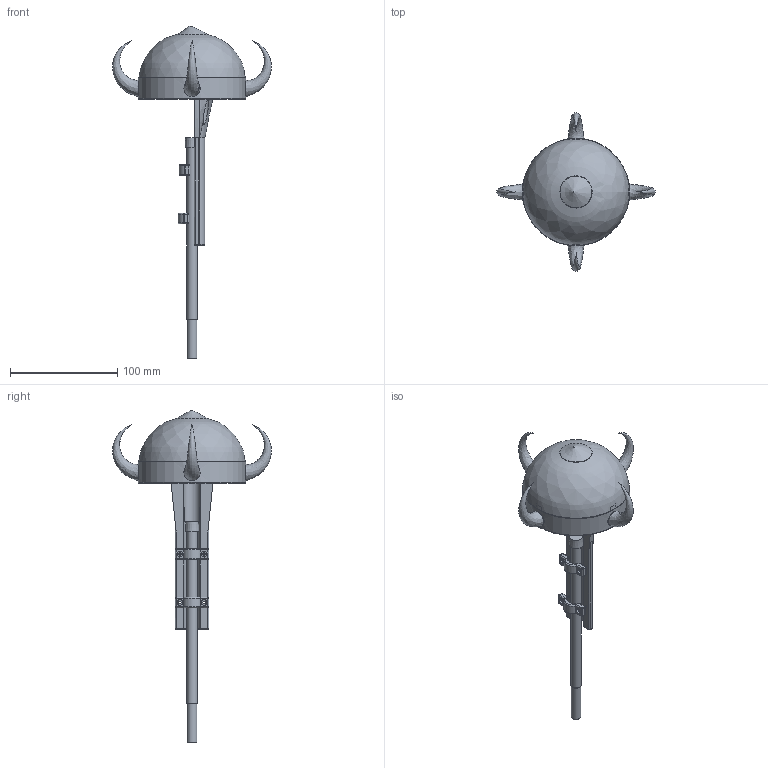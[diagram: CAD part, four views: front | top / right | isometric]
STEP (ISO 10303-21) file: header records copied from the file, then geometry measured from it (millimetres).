
FILE_DESCRIPTION(/* description */ (''),/* implementation_level */ '2;1');
FILE_NAME(/* name */ 'crystal_ball v29.step',/* time_stamp */ '2024-09-21T10:00:43+01:00',/* author */ (''),/* organization */ (''),/* preprocessor_version */ 'ST-DEVELOPER v20',/* originating_system */ 'Autodesk Translation Framework v13.14.0.145',/* authorisation */ '');
FILE_SCHEMA (('AUTOMOTIVE_DESIGN { 1 0 10303 214 3 1 1 }'));
Length unit declared in the file: millimetre
Products named in the file (7): crystal_ball; Component2; Component3; Component4; Component5; Component6; cane
Assembly tree (6 placements, depth 2):
  crystal_ball
    Component2
    Component3
    Component4
    Component5
    Component6
    cane
Bounding box: 147.85 x 147.81 x 309.19 mm (x, y, z)
Volume: 118526.6 mm3; surface area: 85200.5 mm2
Topology: 6 solids, 6 shells, 357 faces, 877 edges, 558 vertices
Faces by surface type: plane 207, cylinder 105, sphere 20, bspline 16, torus 8, cone 1
Full cylindrical faces by diameter (mm): 2.2 x20, 2.8 x6, 5.5 x8, 6.8 x1, 7.5 x4, 9 x1, 10 x1, 100 x1
Entity records: 13536 total; most frequent: CARTESIAN_POINT 4805, ORIENTED_EDGE 1744, DIRECTION 1732, EDGE_CURVE 872, AXIS2_PLACEMENT_3D 579, LINE 574, VECTOR 574, VERTEX_POINT 558
